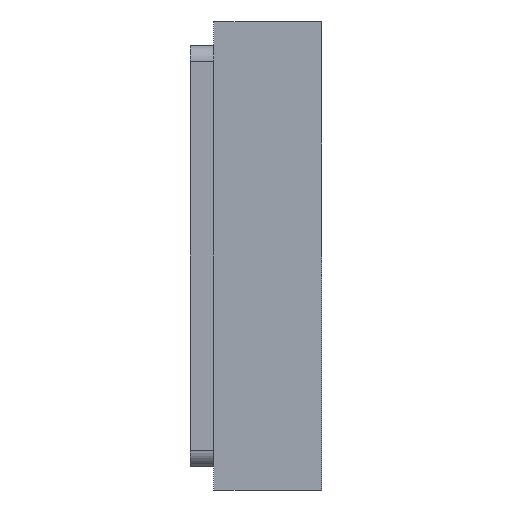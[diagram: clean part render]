
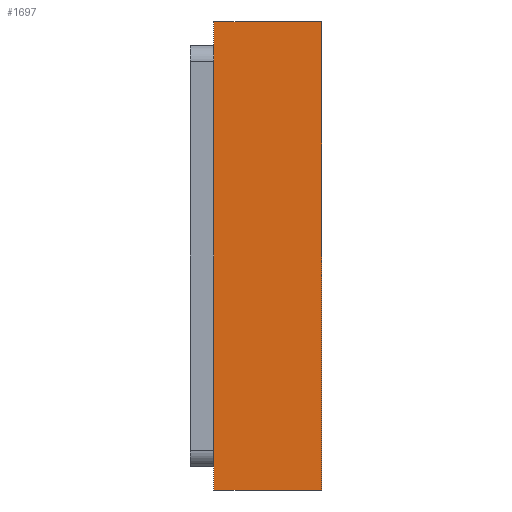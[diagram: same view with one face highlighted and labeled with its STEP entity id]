
A CAD part, left-side view. The second image highlights one B-rep face of the part: STEP entity #1697.
In plain terms, the highlighted planar face has unit normal (-1, 0, 0).
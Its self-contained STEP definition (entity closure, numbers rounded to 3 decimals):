
#252 = CARTESIAN_POINT ( 'NONE',  ( -0.6, 0., -0.5 ) ) ;
#798 = PLANE ( 'NONE',  #3489 ) ;
#898 = CARTESIAN_POINT ( 'NONE',  ( -0.6, 0.23, -0.5 ) ) ;
#1199 = DIRECTION ( 'NONE',  ( 0., -1., 0. ) ) ;
#1259 = VECTOR ( 'NONE', #5091, 1000. ) ;
#1410 = LINE ( 'NONE', #3622, #1259 ) ;
#1530 = CARTESIAN_POINT ( 'NONE',  ( -0.6, 0., -0.5 ) ) ;
#1697 = ADVANCED_FACE ( 'NONE', ( #4085 ), #798, .F. ) ;
#1822 = DIRECTION ( 'NONE',  ( 0., 0., -1. ) ) ;
#2208 = LINE ( 'NONE', #5274, #4791 ) ;
#2522 = ORIENTED_EDGE ( 'NONE', *, *, #5106, .F. ) ;
#2610 = LINE ( 'NONE', #1530, #3070 ) ;
#2687 = CARTESIAN_POINT ( 'NONE',  ( -0.6, 0.23, -0.5 ) ) ;
#2843 = LINE ( 'NONE', #3605, #4131 ) ;
#3070 = VECTOR ( 'NONE', #5406, 1000. ) ;
#3143 = ORIENTED_EDGE ( 'NONE', *, *, #4855, .T. ) ;
#3308 = ORIENTED_EDGE ( 'NONE', *, *, #4699, .T. ) ;
#3365 = VERTEX_POINT ( 'NONE', #4030 ) ;
#3489 = AXIS2_PLACEMENT_3D ( 'NONE', #898, #4518, #1822 ) ;
#3605 = CARTESIAN_POINT ( 'NONE',  ( -0.6, 0.23, -0.5 ) ) ;
#3622 = CARTESIAN_POINT ( 'NONE',  ( -0.6, 0.23, 0.5 ) ) ;
#3795 = CARTESIAN_POINT ( 'NONE',  ( -0.6, 0.23, 0.5 ) ) ;
#4030 = CARTESIAN_POINT ( 'NONE',  ( -0.6, 0., 0.5 ) ) ;
#4085 = FACE_OUTER_BOUND ( 'NONE', #5064, .T. ) ;
#4131 = VECTOR ( 'NONE', #1199, 1000. ) ;
#4518 = DIRECTION ( 'NONE',  ( 1., 0., 0. ) ) ;
#4699 = EDGE_CURVE ( 'NONE', #4908, #3365, #2610, .T. ) ;
#4791 = VECTOR ( 'NONE', #5672, 1000. ) ;
#4855 = EDGE_CURVE ( 'NONE', #4962, #4908, #2843, .T. ) ;
#4908 = VERTEX_POINT ( 'NONE', #252 ) ;
#4911 = EDGE_CURVE ( 'NONE', #6169, #3365, #1410, .T. ) ;
#4962 = VERTEX_POINT ( 'NONE', #2687 ) ;
#5064 = EDGE_LOOP ( 'NONE', ( #3308, #5549, #2522, #3143 ) ) ;
#5091 = DIRECTION ( 'NONE',  ( 0., -1., 0. ) ) ;
#5106 = EDGE_CURVE ( 'NONE', #4962, #6169, #2208, .T. ) ;
#5274 = CARTESIAN_POINT ( 'NONE',  ( -0.6, 0.23, -0.5 ) ) ;
#5406 = DIRECTION ( 'NONE',  ( 0., 0., 1. ) ) ;
#5549 = ORIENTED_EDGE ( 'NONE', *, *, #4911, .F. ) ;
#5672 = DIRECTION ( 'NONE',  ( 0., 0., 1. ) ) ;
#6169 = VERTEX_POINT ( 'NONE', #3795 ) ;
